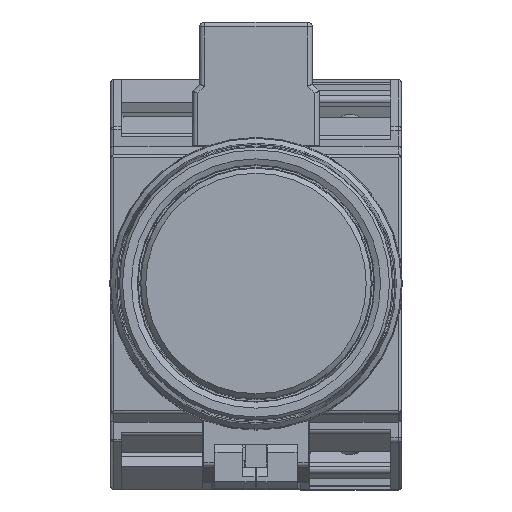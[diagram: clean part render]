
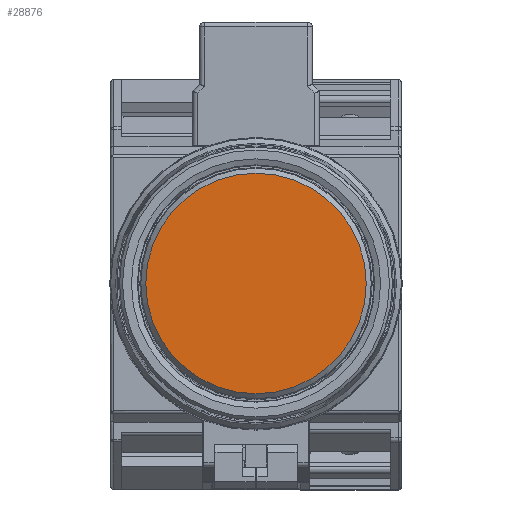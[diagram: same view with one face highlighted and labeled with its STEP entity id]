
A CAD part, top view. The second image highlights one B-rep face of the part: STEP entity #28876.
In plain terms, the highlighted planar face has unit normal (0, 0, 1).
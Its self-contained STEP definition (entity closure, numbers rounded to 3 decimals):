
#1021 = CIRCLE ( 'NONE', #19970, 11.15 ) ;
#1464 = FACE_OUTER_BOUND ( 'NONE', #31504, .T. ) ;
#1633 = CARTESIAN_POINT ( 'NONE',  ( 0., 0., 18.5 ) ) ;
#9129 = EDGE_CURVE ( 'NONE', #10971, #10971, #1021, .T. ) ;
#10971 = VERTEX_POINT ( 'NONE', #13459 ) ;
#11660 = DIRECTION ( 'NONE',  ( 0., 0., 1. ) ) ;
#12437 = CARTESIAN_POINT ( 'NONE',  ( 0., 0., 18.5 ) ) ;
#13459 = CARTESIAN_POINT ( 'NONE',  ( 0., 11.15, 18.5 ) ) ;
#16608 = PLANE ( 'NONE',  #18113 ) ;
#18113 = AXIS2_PLACEMENT_3D ( 'NONE', #1633, #11660, #21706 ) ;
#19970 = AXIS2_PLACEMENT_3D ( 'NONE', #12437, #27747, #27109 ) ;
#21706 = DIRECTION ( 'NONE',  ( 1., 0., 0. ) ) ;
#21868 = ORIENTED_EDGE ( 'NONE', *, *, #9129, .F. ) ;
#27109 = DIRECTION ( 'NONE',  ( 0., 1., 0. ) ) ;
#27747 = DIRECTION ( 'NONE',  ( 0., 0., -1. ) ) ;
#28876 = ADVANCED_FACE ( 'NONE', ( #1464 ), #16608, .T. ) ;
#31504 = EDGE_LOOP ( 'NONE', ( #21868 ) ) ;
